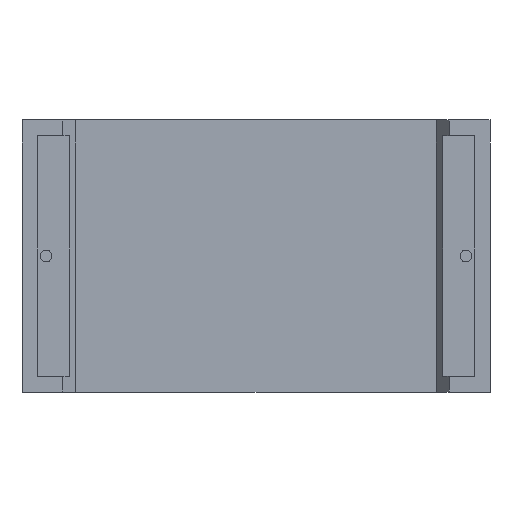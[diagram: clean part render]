
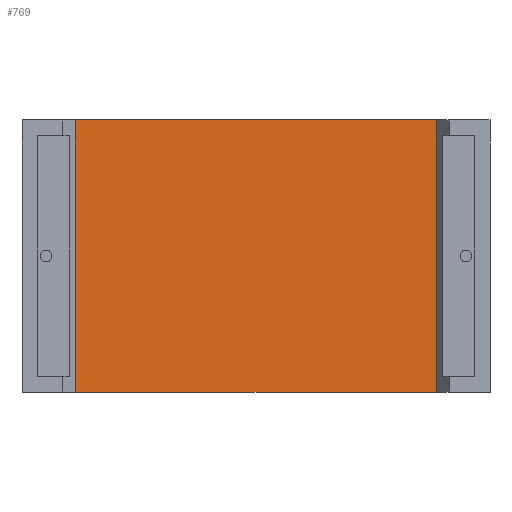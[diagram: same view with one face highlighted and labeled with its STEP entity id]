
A CAD part, front view. The second image highlights one B-rep face of the part: STEP entity #769.
In plain terms, the highlighted planar face has unit normal (0, -1, 0).
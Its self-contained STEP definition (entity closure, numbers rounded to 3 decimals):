
#109 = DIRECTION ( 'NONE',  ( 0., 0., 1. ) ) ;
#214 = LINE ( 'NONE', #2284, #852 ) ;
#316 = LINE ( 'NONE', #840, #2464 ) ;
#419 = FACE_OUTER_BOUND ( 'NONE', #1992, .T. ) ;
#421 = DIRECTION ( 'NONE',  ( -1., 0., 0. ) ) ;
#444 = VERTEX_POINT ( 'NONE', #2064 ) ;
#469 = ORIENTED_EDGE ( 'NONE', *, *, #565, .F. ) ;
#475 = LINE ( 'NONE', #2403, #1235 ) ;
#513 = EDGE_CURVE ( 'NONE', #543, #444, #214, .T. ) ;
#543 = VERTEX_POINT ( 'NONE', #917 ) ;
#565 = EDGE_CURVE ( 'NONE', #2966, #2146, #475, .T. ) ;
#641 = AXIS2_PLACEMENT_3D ( 'NONE', #1408, #946, #2792 ) ;
#769 = ADVANCED_FACE ( 'NONE', ( #419 ), #1799, .F. ) ;
#840 = CARTESIAN_POINT ( 'NONE',  ( 4.811, 1.521, 0. ) ) ;
#852 = VECTOR ( 'NONE', #421, 1000. ) ;
#897 = VECTOR ( 'NONE', #109, 1000. ) ;
#917 = CARTESIAN_POINT ( 'NONE',  ( 36.989, 1.521, 24.3 ) ) ;
#946 = DIRECTION ( 'NONE',  ( 0., 1., 0. ) ) ;
#1093 = ORIENTED_EDGE ( 'NONE', *, *, #513, .T. ) ;
#1185 = CARTESIAN_POINT ( 'NONE',  ( 36.989, 1.521, 0. ) ) ;
#1235 = VECTOR ( 'NONE', #1637, 1000. ) ;
#1408 = CARTESIAN_POINT ( 'NONE',  ( 20.9, 1.521, 0. ) ) ;
#1451 = CARTESIAN_POINT ( 'NONE',  ( 4.811, 1.521, 0. ) ) ;
#1534 = DIRECTION ( 'NONE',  ( 0., 0., 1. ) ) ;
#1637 = DIRECTION ( 'NONE',  ( -1., 0., 0. ) ) ;
#1715 = EDGE_CURVE ( 'NONE', #2146, #444, #316, .T. ) ;
#1799 = PLANE ( 'NONE',  #641 ) ;
#1992 = EDGE_LOOP ( 'NONE', ( #1093, #2786, #469, #2243 ) ) ;
#2013 = EDGE_CURVE ( 'NONE', #2966, #543, #2690, .T. ) ;
#2064 = CARTESIAN_POINT ( 'NONE',  ( 4.811, 1.521, 24.3 ) ) ;
#2146 = VERTEX_POINT ( 'NONE', #1451 ) ;
#2243 = ORIENTED_EDGE ( 'NONE', *, *, #2013, .T. ) ;
#2284 = CARTESIAN_POINT ( 'NONE',  ( 20.9, 1.521, 24.3 ) ) ;
#2403 = CARTESIAN_POINT ( 'NONE',  ( 20.9, 1.521, 0. ) ) ;
#2464 = VECTOR ( 'NONE', #1534, 1000. ) ;
#2465 = CARTESIAN_POINT ( 'NONE',  ( 36.989, 1.521, 0. ) ) ;
#2690 = LINE ( 'NONE', #2465, #897 ) ;
#2786 = ORIENTED_EDGE ( 'NONE', *, *, #1715, .F. ) ;
#2792 = DIRECTION ( 'NONE',  ( -1., 0., 0. ) ) ;
#2966 = VERTEX_POINT ( 'NONE', #1185 ) ;
